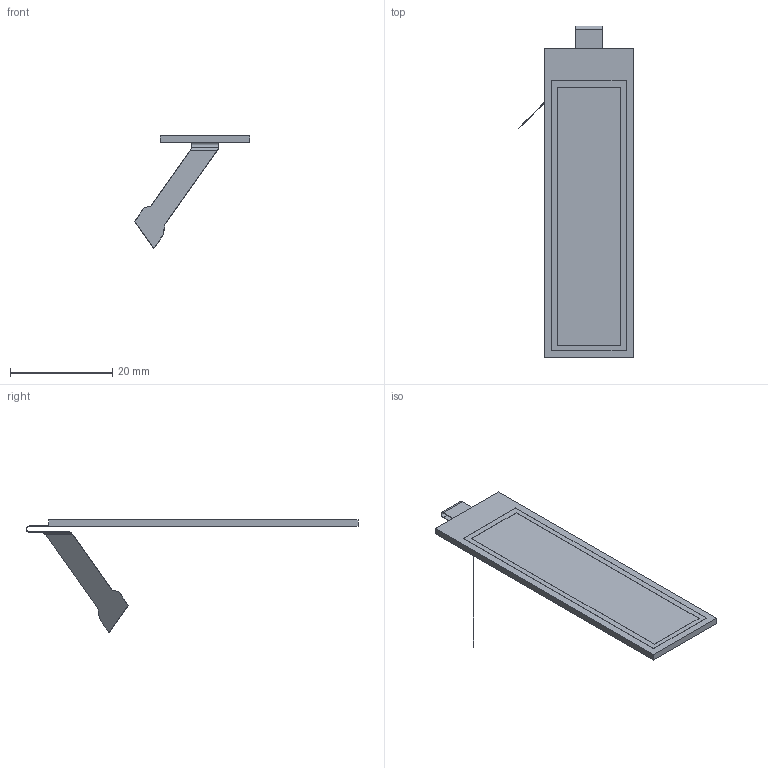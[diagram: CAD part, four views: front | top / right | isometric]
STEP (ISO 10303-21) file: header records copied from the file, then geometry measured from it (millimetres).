
FILE_DESCRIPTION(('CATIA V6 STEP','CAx-IF Rec.Pracs.--- Model Styling and Organization---1.5--- 2016-08-15','CAx-IF Rec.Pracs.---Supplemental Geometry---1.0---2011-11-01','CAx-IF Rec.Pracs.--- Composite Materials ---3.4---2017-06-13','CAx-IF Rec.Pracs.---Tessellated 3D Geometry---1.0---2015-12-17'),'2;1');
FILE_NAME('ELW2106AA A.1.stp','2021-03-31T21:49:28+00:00',('none'),('none'),'3DEXPERIENCE Platform3DEXPERIENCE R2021x HotFix 5.12','3DEXPERIENCE Platform STEP AP242 v2','none');
FILE_SCHEMA(('AP242_MANAGED_MODEL_BASED_3D_ENGINEERING_MIM_LF {1 0 10303 442 1 1 4}'));
Length unit declared in the file: millimetre
Products named in the file (1): 3D Shape00028573
Bounding box: 22.54 x 65.04 x 22.07 mm (x, y, z)
Volume: 1403.8 mm3; surface area: 2733.7 mm2
Topology: 2 solids, 2 shells, 42 faces, 92 edges, 56 vertices
Faces by surface type: plane 36, cylinder 4, bspline 2
Entity records: 1176 total; most frequent: CARTESIAN_POINT 265, ORIENTED_EDGE 184, DIRECTION 159, EDGE_CURVE 92, VECTOR 81, LINE 81, VERTEX_POINT 56, EDGE_LOOP 44
